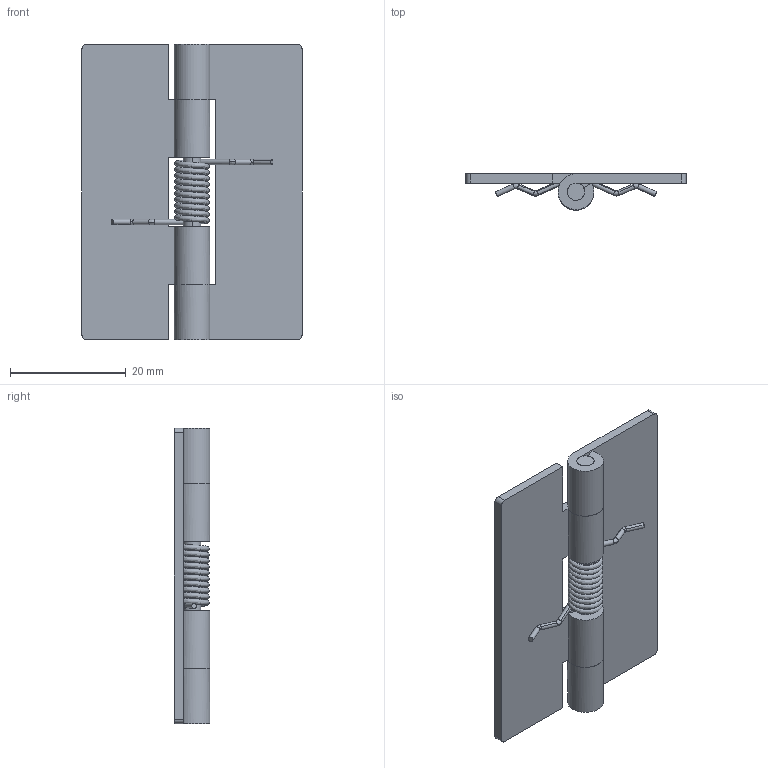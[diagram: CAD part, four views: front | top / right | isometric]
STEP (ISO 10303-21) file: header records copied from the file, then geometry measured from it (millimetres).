
FILE_DESCRIPTION((''),'2;1');
FILE_NAME('','2005-04-20T09:52:34',(''),(''),'','CADfix','');
FILE_SCHEMA(('AUTOMOTIVE_DESIGN'));
Length unit declared in the file: millimetre
Products named in the file (5): spring; shaft; hinge piece_B; hinge piece_A; TH_61_3_12491_36
Assembly tree (4 placements, depth 2):
  TH_61_3_12491_36
    spring
    shaft
    hinge piece_B
    hinge piece_A
Bounding box: 38 x 6.2 x 51 mm (x, y, z)
Volume: 3925 mm3; surface area: 5961.9 mm2
Topology: 4 solids, 4 shells, 69 faces, 214 edges, 153 vertices
Faces by surface type: bspline 69
Entity records: 5374 total; most frequent: CARTESIAN_POINT 4116, ORIENTED_EDGE 428, EDGE_CURVE 214, VERTEX_POINT 153, QUASI_UNIFORM_CURVE 86, EDGE_LOOP 69, FACE_OUTER_BOUND 69, ADVANCED_FACE 69
